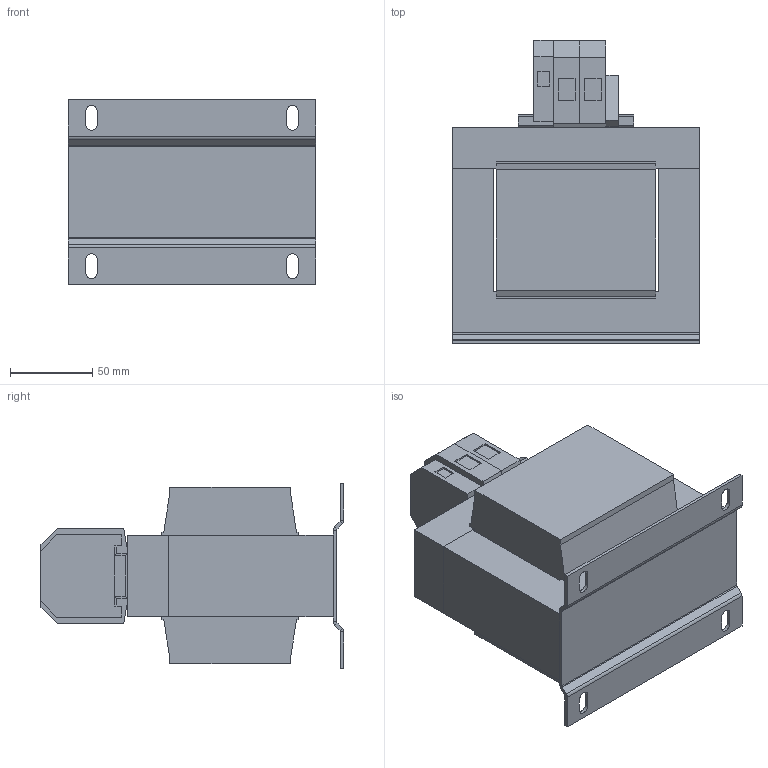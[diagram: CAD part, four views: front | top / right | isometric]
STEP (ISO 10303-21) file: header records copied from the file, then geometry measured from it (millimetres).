
FILE_DESCRIPTION (( 'STEP AP214' ), '1' );
FILE_NAME ('338107.STEP', '2021-02-18T12:19:04', ( '' ), ( '' ), 'SwSTEP 2.0', 'SolidWorks 2018', '' );
FILE_SCHEMA (( 'AUTOMOTIVE_DESIGN' ));
Length unit declared in the file: millimetre
Products named in the file (1): 338107
Bounding box: 150 x 184.3 x 112 mm (x, y, z)
Volume: 1503152 mm3; surface area: 147219 mm2
Topology: 1 solids, 1 shells, 258 faces, 635 edges, 390 vertices
Faces by surface type: plane 216, cylinder 42
Entity records: 7465 total; most frequent: CARTESIAN_POINT 1284, ORIENTED_EDGE 1270, DIRECTION 1241, EDGE_CURVE 635, VECTOR 547, LINE 547, VERTEX_POINT 390, AXIS2_PLACEMENT_3D 347
